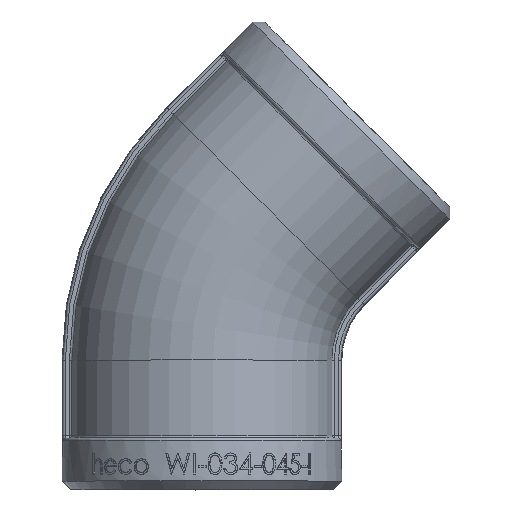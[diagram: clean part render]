
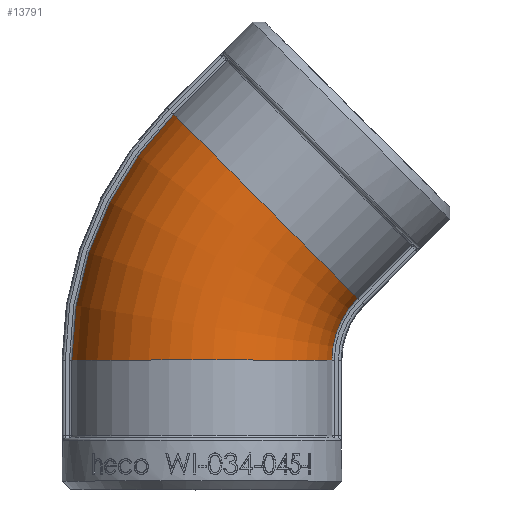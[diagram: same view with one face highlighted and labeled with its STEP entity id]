
A CAD part, top view. The second image highlights one B-rep face of the part: STEP entity #13791.
In plain terms, the highlighted toroidal (fillet/blend) face has major radius 25.25 mm and minor radius 15.25 mm.
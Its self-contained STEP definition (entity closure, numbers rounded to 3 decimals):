
#766 = DIRECTION ( 'NONE',  ( -0.924, 0.383, 0. ) ) ;
#1071 = DIRECTION ( 'NONE',  ( 0., 0., -1. ) ) ;
#1269 = CARTESIAN_POINT ( 'NONE',  ( 25.25, -10.459, 2.256 ) ) ;
#2162 = DIRECTION ( 'NONE',  ( 0.701, -0.701, -0.131 ) ) ;
#2163 = DIRECTION ( 'NONE',  ( 0.707, 0.707, 0. ) ) ;
#2165 = CARTESIAN_POINT ( 'NONE',  ( 7.396, 7.396, 0. ) ) ;
#3001 = ORIENTED_EDGE ( 'NONE', *, *, #16536, .T. ) ;
#3121 = EDGE_LOOP ( 'NONE', ( #4123, #3661, #16347, #3001 ) ) ;
#3157 = VERTEX_POINT ( 'NONE', #6548 ) ;
#3220 = VERTEX_POINT ( 'NONE', #6537 ) ;
#3349 = VERTEX_POINT ( 'NONE', #6492 ) ;
#3661 = ORIENTED_EDGE ( 'NONE', *, *, #16104, .F. ) ;
#4123 = ORIENTED_EDGE ( 'NONE', *, *, #16535, .F. ) ;
#4193 = VERTEX_POINT ( 'NONE', #6069 ) ;
#5468 = AXIS2_PLACEMENT_3D ( 'NONE', #1269, #1071, #766 ) ;
#5508 = AXIS2_PLACEMENT_3D ( 'NONE', #12958, #12957, #12956 ) ;
#5511 = AXIS2_PLACEMENT_3D ( 'NONE', #12955, #12954, #12953 ) ;
#6069 = CARTESIAN_POINT ( 'NONE',  ( -15.082, -10.459, 2.256 ) ) ;
#6492 = CARTESIAN_POINT ( 'NONE',  ( 15.082, -10.459, 2.256 ) ) ;
#6537 = CARTESIAN_POINT ( 'NONE',  ( -3.269, 18.06, 2.256 ) ) ;
#6548 = CARTESIAN_POINT ( 'NONE',  ( 18.06, -3.269, 2.256 ) ) ;
#12953 = DIRECTION ( 'NONE',  ( 0.991, 0., -0.131 ) ) ;
#12954 = DIRECTION ( 'NONE',  ( 0., 1., 0. ) ) ;
#12955 = CARTESIAN_POINT ( 'NONE',  ( 0., -10.459, 0. ) ) ;
#12956 = DIRECTION ( 'NONE',  ( -0.924, 0.383, 0. ) ) ;
#12957 = DIRECTION ( 'NONE',  ( 0., 0., 1. ) ) ;
#12958 = CARTESIAN_POINT ( 'NONE',  ( 25.25, -10.459, 2.256 ) ) ;
#13791 = ADVANCED_FACE ( 'NONE', ( #21568 ), #21561, .T. ) ;
#15913 = EDGE_CURVE ( 'NONE', #4193, #3220, #21991, .T. ) ;
#16104 = EDGE_CURVE ( 'NONE', #3220, #3157, #21970, .T. ) ;
#16347 = ORIENTED_EDGE ( 'NONE', *, *, #15913, .F. ) ;
#16535 = EDGE_CURVE ( 'NONE', #3157, #3349, #18754, .T. ) ;
#16536 = EDGE_CURVE ( 'NONE', #4193, #3349, #18753, .T. ) ;
#17147 = DIRECTION ( 'NONE',  ( -1., 0., 0. ) ) ;
#17148 = DIRECTION ( 'NONE',  ( 0., 0., -1. ) ) ;
#17149 = CARTESIAN_POINT ( 'NONE',  ( 25.25, -10.459, 0. ) ) ;
#18739 = AXIS2_PLACEMENT_3D ( 'NONE', #2165, #2163, #2162 ) ;
#18753 = CIRCLE ( 'NONE', #5511, 15.25 ) ;
#18754 = CIRCLE ( 'NONE', #5508, 10.168 ) ;
#19105 = AXIS2_PLACEMENT_3D ( 'NONE', #17149, #17148, #17147 ) ;
#21561 = TOROIDAL_SURFACE ( 'NONE', #19105, 25.25, 15.25 ) ;
#21568 = FACE_OUTER_BOUND ( 'NONE', #3121, .T. ) ;
#21970 = CIRCLE ( 'NONE', #18739, 15.25 ) ;
#21991 = CIRCLE ( 'NONE', #5468, 40.332 ) ;
